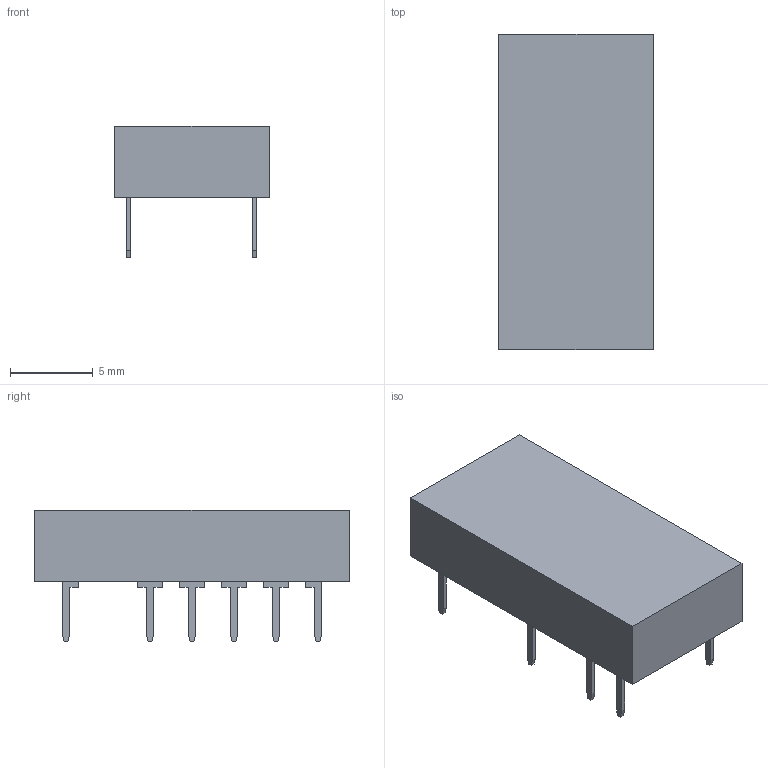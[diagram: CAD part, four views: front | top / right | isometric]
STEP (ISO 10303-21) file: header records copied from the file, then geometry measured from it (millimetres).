
FILE_DESCRIPTION (( 'STEP AP214' ), '1' );
FILE_NAME ('timedelay3.STEP', '2024-05-04T20:30:18', ( '' ), ( '' ), 'SwSTEP 2.0', 'SolidWorks 2021', '' );
FILE_SCHEMA (( 'AUTOMOTIVE_DESIGN' ));
Length unit declared in the file: metre
Products named in the file (3): DIP-14_W7.62mm2; DIP-14_W7.62mm; timedelay3
Assembly tree (2 placements, depth 2):
  timedelay3
    DIP-14_W7.62mm
    DIP-14_W7.62mm2
Bounding box: 9.35 x 19.05 x 7.98 mm (x, y, z)
Volume: 769.8 mm3; surface area: 651.1 mm2
Topology: 9 solids, 9 shells, 94 faces, 228 edges, 152 vertices
Faces by surface type: plane 94
Entity records: 3899 total; most frequent: CARTESIAN_POINT 479, ORIENTED_EDGE 456, DIRECTION 426, EDGE_CURVE 228, VECTOR 228, LINE 228, VERTEX_POINT 152, UNCERTAINTY_MEASURE_WITH_UNIT 108
